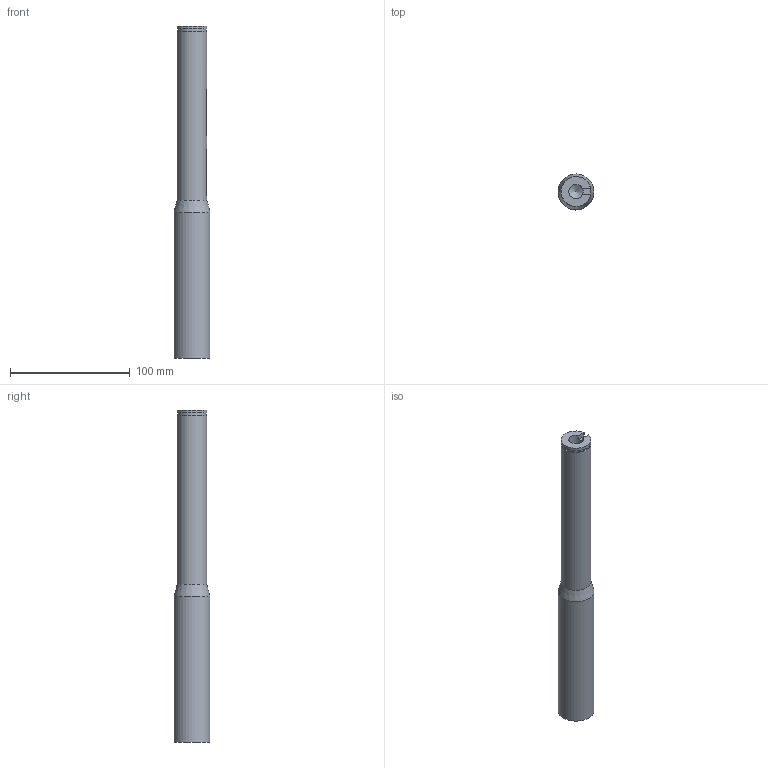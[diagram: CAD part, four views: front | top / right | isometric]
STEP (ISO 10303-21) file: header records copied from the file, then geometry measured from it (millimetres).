
FILE_DESCRIPTION(/* description */ (''),/* implementation_level */ '2;1');
FILE_NAME(/* name */ 'Axe colonne direction V2.step',/* time_stamp */ '2022-08-10T12:10:58+02:00',/* author */ (''),/* organization */ (''),/* preprocessor_version */ 'ST-DEVELOPER v19',/* originating_system */ 'Autodesk Translation Framework v11.7.0.108',/* authorisation */ '');
FILE_SCHEMA (('AUTOMOTIVE_DESIGN { 1 0 10303 214 3 1 1 }'));
Length unit declared in the file: millimetre
Products named in the file (1): P0304
Bounding box: 30 x 30 x 277.5 mm (x, y, z)
Volume: 159126.7 mm3; surface area: 26310.4 mm2
Topology: 1 solids, 1 shells, 24 faces, 57 edges, 37 vertices
Faces by surface type: plane 13, cylinder 9, cone 2
Full cylindrical faces by diameter (mm): 12 x1, 23.9 x1, 25 x1, 30 x1
Entity records: 783 total; most frequent: CARTESIAN_POINT 186, DIRECTION 120, ORIENTED_EDGE 112, EDGE_CURVE 56, AXIS2_PLACEMENT_3D 43, VERTEX_POINT 37, LINE 34, VECTOR 34
